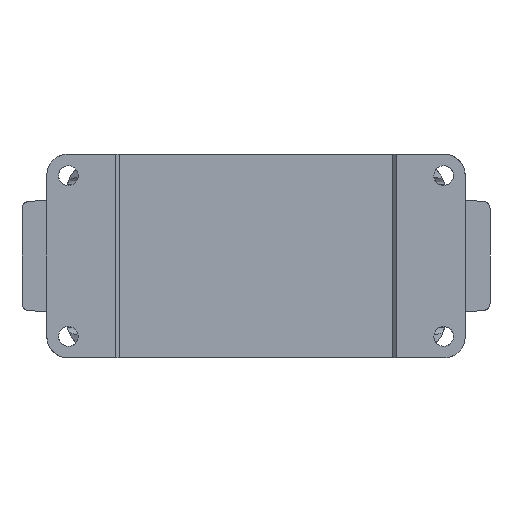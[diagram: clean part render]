
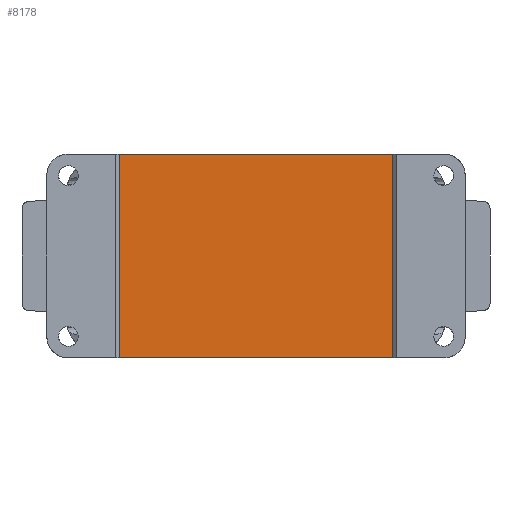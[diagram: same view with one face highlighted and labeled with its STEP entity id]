
A CAD part, front view. The second image highlights one B-rep face of the part: STEP entity #8178.
In plain terms, the highlighted free-form (B-spline) face has degree [1, 1] with [2, 2] control points.
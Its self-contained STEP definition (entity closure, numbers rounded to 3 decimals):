
#8143=CARTESIAN_POINT('F144',(38.25,-43.4,
   -33.5));
#8144=CARTESIAN_POINT('F144',(-38.25,
   -43.4,-33.5));
#8145=CARTESIAN_POINT('F144',(38.25,-43.4,
   28.5));
#8146=CARTESIAN_POINT('F144',(-38.25,
   -43.4,28.5));
#8147=B_SPLINE_SURFACE_WITH_KNOTS('F144',1,1,((#8143,#8145),(
   #8144,#8146)),.PLANE_SURF.,.F.,.F.,.U.,(2,2),(2,2),(0.0,
   1.234),(0.0,1.0),.UNSPECIFIED.);
#8148=CARTESIAN_POINT('V269',(38.25,-43.4,
   28.5));
#8149=VERTEX_POINT('V269',#8148);
#8150=CARTESIAN_POINT('V290',(38.25,-43.4,
   -28.5));
#8151=VERTEX_POINT('V290',#8150);
#8152=CARTESIAN_POINT('E417',(38.25,-43.4,
   28.5));
#8153=CARTESIAN_POINT('E417',(38.25,-43.4,
   -28.5));
#8154=B_SPLINE_CURVE_WITH_KNOTS('E417',1,(#8152,#8153),
   .POLYLINE_FORM.,.F.,.U.,(2,2),(0.0,0.919),
   .UNSPECIFIED.);
#8155=EDGE_CURVE('E417',#8149,#8151,#8154,.T.);
#8156=ORIENTED_EDGE('E417',*,*,#8155,.F.);
#8157=CARTESIAN_POINT('V276',(-38.25,
   -43.4,28.5));
#8158=VERTEX_POINT('V276',#8157);
#8159=CARTESIAN_POINT('E399',(-38.25,
   -43.4,28.5));
#8160=CARTESIAN_POINT('E399',(38.25,-43.4,
   28.5));
#8161=QUASI_UNIFORM_CURVE('E399',1,(#8159,#8160),.POLYLINE_FORM.,.F.,
   .U.);
#8162=EDGE_CURVE('E399',#8158,#8149,#8161,.T.);
#8163=ORIENTED_EDGE('E399',*,*,#8162,.F.);
#8164=CARTESIAN_POINT('V289',(-38.25,
   -43.4,-28.5));
#8165=VERTEX_POINT('V289',#8164);
#8166=CARTESIAN_POINT('E415',(-38.25,
   -43.4,28.5));
#8167=CARTESIAN_POINT('E415',(-38.25,
   -43.4,-28.5));
#8168=B_SPLINE_CURVE_WITH_KNOTS('E415',1,(#8166,#8167),
   .POLYLINE_FORM.,.F.,.U.,(2,2),(0.0,0.919),
   .UNSPECIFIED.);
#8169=EDGE_CURVE('E415',#8158,#8165,#8168,.T.);
#8170=ORIENTED_EDGE('E415',*,*,#8169,.T.);
#8171=CARTESIAN_POINT('E416',(38.25,-43.4,
   -28.5));
#8172=CARTESIAN_POINT('E416',(-38.25,
   -43.4,-28.5));
#8173=QUASI_UNIFORM_CURVE('E416',1,(#8171,#8172),.POLYLINE_FORM.,.F.,
   .U.);
#8174=EDGE_CURVE('E416',#8151,#8165,#8173,.T.);
#8175=ORIENTED_EDGE('E416',*,*,#8174,.F.);
#8176=EDGE_LOOP('F144',(#8156,#8163,#8170,#8175));
#8177=FACE_OUTER_BOUND('F144',#8176,.T.);
#8178=ADVANCED_FACE('F144',(#8177),#8147,.F.);
